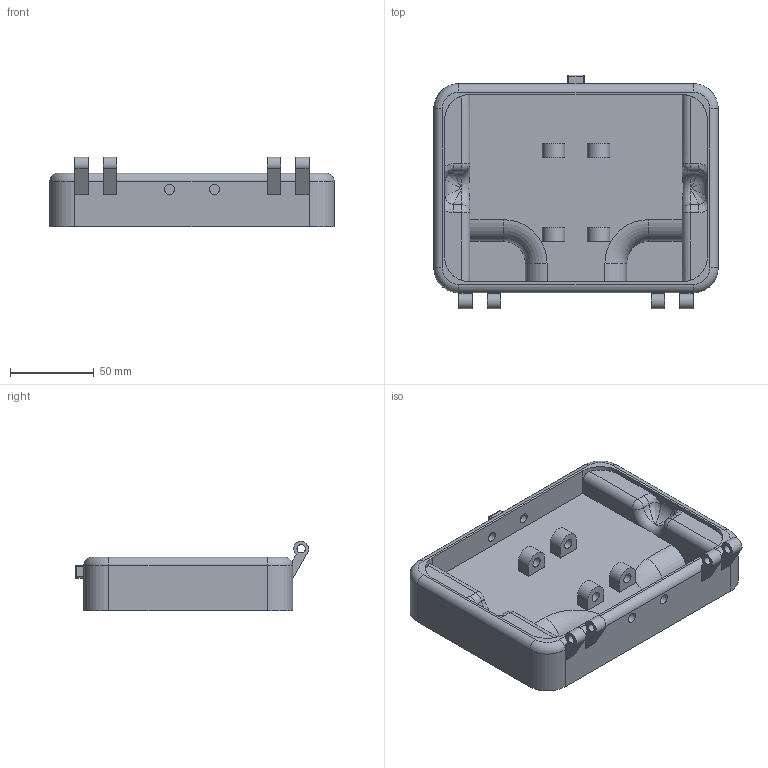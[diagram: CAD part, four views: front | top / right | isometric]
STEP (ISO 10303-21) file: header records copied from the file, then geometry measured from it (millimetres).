
FILE_DESCRIPTION(/* description */ ('STEP AP242','CAx-IF Rec.Pracs.---Representation and Presentation of Product Manufacturing Information (PMI)---4.0---2014-10-13','CAx-IF Rec.Pracs.---3D Tessellated Geometry---0.4---2014-09-14','2;1'),/* implementation_level */ '2;1');
FILE_NAME(/* name */ '66a22f68bdecfe69b3a3bc45',/* time_stamp */ '2024-07-25T10:56:41Z',/* author */ (''),/* organization */ (''),/* preprocessor_version */ 'ST-DEVELOPER v20',/* originating_system */ ' ',/* authorisation */ ' ');
FILE_SCHEMA (('AP242_MANAGED_MODEL_BASED_3D_ENGINEERING_MIM_LF { 1 0 10303 442 1 1 4 }'));
Length unit declared in the file: metre
Products named in the file (5): Part 5; Part 4; Part 3; Part 2; Part 1
Bounding box: 170 x 139.5 x 41.5 mm (x, y, z)
Volume: 405153.9 mm3; surface area: 74871.4 mm2
Topology: 5 solids, 5 shells, 146 faces, 367 edges, 226 vertices
Faces by surface type: plane 64, cylinder 58, bspline 8, torus 8, sphere 8
Full cylindrical faces by diameter (mm): 5 x4, 6 x8
Entity records: 4481 total; most frequent: CARTESIAN_POINT 1006, DIRECTION 719, ORIENTED_EDGE 658, EDGE_CURVE 329, AXIS2_PLACEMENT_3D 271, VERTEX_POINT 212, EDGE_LOOP 185, FACE_BOUND 185
